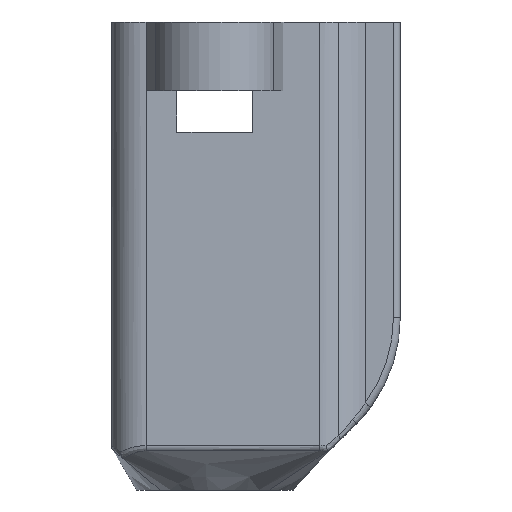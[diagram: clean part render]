
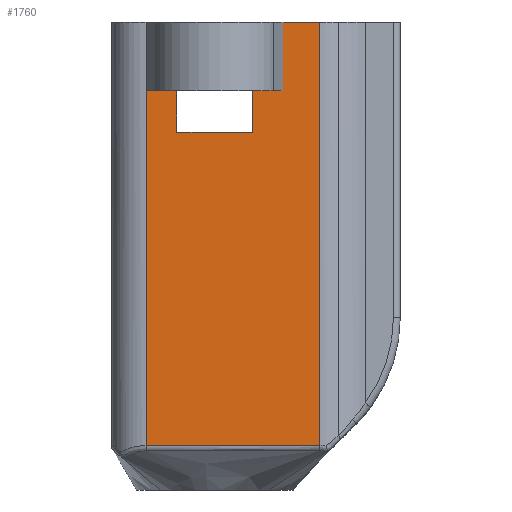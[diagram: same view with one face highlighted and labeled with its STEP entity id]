
A CAD part, left-side view. The second image highlights one B-rep face of the part: STEP entity #1760.
In plain terms, the highlighted planar face has unit normal (-1, 0, 0).
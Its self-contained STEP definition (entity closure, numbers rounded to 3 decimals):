
#78=B_SPLINE_CURVE_WITH_KNOTS('',3,(#2508,#2509,#2510,#2511,#2512),
 .UNSPECIFIED.,.F.,.F.,(4,1,4),(0.,0.54,1.26),
 .UNSPECIFIED.);
#184=PLANE('',#1885);
#222=FACE_OUTER_BOUND('',#329,.T.);
#329=EDGE_LOOP('',(#1246,#1247,#1248,#1249,#1250,#1251,#1252,#1253,#1254,
#1255,#1256,#1257));
#431=LINE('',#2399,#546);
#434=LINE('',#2410,#549);
#456=LINE('',#2455,#571);
#461=LINE('',#2464,#576);
#469=LINE('',#2479,#584);
#478=LINE('',#2504,#593);
#479=LINE('',#2506,#594);
#480=LINE('',#2514,#595);
#481=LINE('',#2515,#596);
#482=LINE('',#2516,#597);
#483=LINE('',#2517,#598);
#546=VECTOR('',#2018,10.);
#549=VECTOR('',#2029,10.);
#571=VECTOR('',#2061,10.);
#576=VECTOR('',#2068,10.);
#584=VECTOR('',#2080,10.);
#593=VECTOR('',#2093,10.);
#594=VECTOR('',#2094,10.);
#595=VECTOR('',#2095,10.);
#596=VECTOR('',#2096,10.);
#597=VECTOR('',#2097,10.);
#598=VECTOR('',#2098,10.);
#723=VERTEX_POINT('',#2392);
#726=VERTEX_POINT('',#2397);
#729=VERTEX_POINT('',#2407);
#730=VERTEX_POINT('',#2409);
#747=VERTEX_POINT('',#2452);
#748=VERTEX_POINT('',#2454);
#751=VERTEX_POINT('',#2462);
#756=VERTEX_POINT('',#2477);
#765=VERTEX_POINT('',#2503);
#766=VERTEX_POINT('',#2505);
#767=VERTEX_POINT('',#2507);
#768=VERTEX_POINT('',#2513);
#901=EDGE_CURVE('',#723,#726,#431,.T.);
#906=EDGE_CURVE('',#730,#729,#434,.T.);
#928=EDGE_CURVE('',#748,#747,#456,.T.);
#933=EDGE_CURVE('',#747,#751,#461,.T.);
#941=EDGE_CURVE('',#751,#756,#469,.T.);
#951=EDGE_CURVE('',#765,#726,#478,.T.);
#952=EDGE_CURVE('',#766,#765,#479,.T.);
#953=EDGE_CURVE('',#767,#766,#78,.T.);
#954=EDGE_CURVE('',#768,#767,#480,.T.);
#955=EDGE_CURVE('',#730,#768,#481,.T.);
#956=EDGE_CURVE('',#729,#748,#482,.T.);
#957=EDGE_CURVE('',#756,#723,#483,.T.);
#1246=ORIENTED_EDGE('',*,*,#901,.T.);
#1247=ORIENTED_EDGE('',*,*,#951,.F.);
#1248=ORIENTED_EDGE('',*,*,#952,.F.);
#1249=ORIENTED_EDGE('',*,*,#953,.F.);
#1250=ORIENTED_EDGE('',*,*,#954,.F.);
#1251=ORIENTED_EDGE('',*,*,#955,.F.);
#1252=ORIENTED_EDGE('',*,*,#906,.T.);
#1253=ORIENTED_EDGE('',*,*,#956,.T.);
#1254=ORIENTED_EDGE('',*,*,#928,.T.);
#1255=ORIENTED_EDGE('',*,*,#933,.T.);
#1256=ORIENTED_EDGE('',*,*,#941,.T.);
#1257=ORIENTED_EDGE('',*,*,#957,.T.);
#1760=ADVANCED_FACE('',(#222),#184,.T.);
#1885=AXIS2_PLACEMENT_3D('',#2502,#2091,#2092);
#2018=DIRECTION('',(0.,0.,1.));
#2029=DIRECTION('',(0.,0.,-1.));
#2061=DIRECTION('',(0.,0.,-1.));
#2068=DIRECTION('',(0.,1.,0.));
#2080=DIRECTION('',(0.,0.,1.));
#2091=DIRECTION('center_axis',(-1.,0.,0.));
#2092=DIRECTION('ref_axis',(0.,-1.,0.));
#2093=DIRECTION('',(0.,-1.,0.));
#2094=DIRECTION('',(0.,0.,1.));
#2095=DIRECTION('',(0.,0.,-1.));
#2096=DIRECTION('',(0.,-1.,0.));
#2097=DIRECTION('',(0.,1.,0.));
#2098=DIRECTION('',(0.,1.,0.));
#2392=CARTESIAN_POINT('',(-8.227,4.959,-7.));
#2397=CARTESIAN_POINT('',(-8.227,4.959,-2.));
#2399=CARTESIAN_POINT('',(-8.227,4.959,-17.5));
#2407=CARTESIAN_POINT('',(-8.227,-4.961,-7.));
#2409=CARTESIAN_POINT('',(-8.227,-4.961,-2.));
#2410=CARTESIAN_POINT('',(-8.227,-4.961,-17.5));
#2452=CARTESIAN_POINT('',(-8.227,-2.751,-10.));
#2454=CARTESIAN_POINT('',(-8.227,-2.751,-7.));
#2455=CARTESIAN_POINT('',(-8.227,-2.751,-20.));
#2462=CARTESIAN_POINT('',(-8.227,2.749,-10.));
#2464=CARTESIAN_POINT('',(-8.227,3.741,-10.));
#2477=CARTESIAN_POINT('',(-8.227,2.749,-7.));
#2479=CARTESIAN_POINT('',(-8.227,2.749,-20.));
#2502=CARTESIAN_POINT('Origin',(-8.227,7.484,-33.));
#2503=CARTESIAN_POINT('',(-8.227,4.984,-2.));
#2504=CARTESIAN_POINT('',(-8.227,2.242,-2.));
#2505=CARTESIAN_POINT('',(-8.227,4.984,-32.777));
#2506=CARTESIAN_POINT('',(-8.227,4.984,-33.));
#2507=CARTESIAN_POINT('',(-8.227,-7.617,-32.754));
#2508=CARTESIAN_POINT('Ctrl Pts',(-8.227,-7.617,-32.754));
#2509=CARTESIAN_POINT('Ctrl Pts',(-8.227,-5.817,-32.78));
#2510=CARTESIAN_POINT('Ctrl Pts',(-8.227,-1.617,-32.837));
#2511=CARTESIAN_POINT('Ctrl Pts',(-8.227,2.584,-32.808));
#2512=CARTESIAN_POINT('Ctrl Pts',(-8.227,4.984,-32.777));
#2513=CARTESIAN_POINT('',(-8.227,-7.617,-2.));
#2514=CARTESIAN_POINT('',(-8.227,-7.617,-33.));
#2515=CARTESIAN_POINT('',(-8.227,2.242,-2.));
#2516=CARTESIAN_POINT('',(-8.227,3.741,-7.));
#2517=CARTESIAN_POINT('',(-8.227,3.741,-7.));
